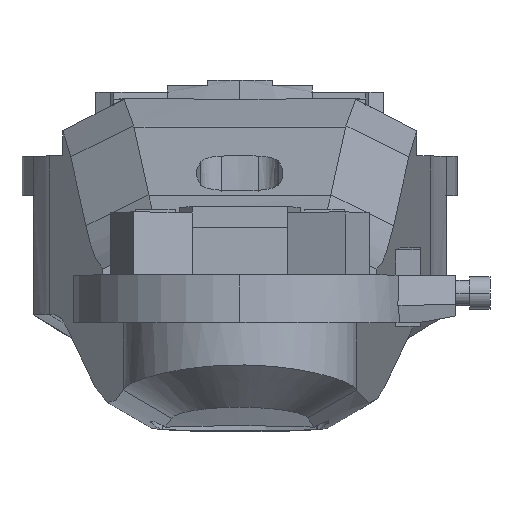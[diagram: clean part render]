
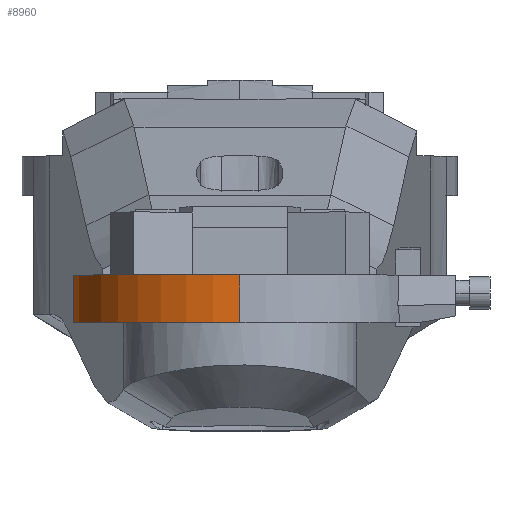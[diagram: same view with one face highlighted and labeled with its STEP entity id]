
A CAD part, top view. The second image highlights one B-rep face of the part: STEP entity #8960.
In plain terms, the highlighted cylindrical face has radius 131.1 mm (diameter 262.2 mm), a partial arc.
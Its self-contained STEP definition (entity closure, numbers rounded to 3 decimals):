
#370 = CYLINDRICAL_SURFACE ( 'NONE', #9130, 131.1 ) ;
#376 = EDGE_CURVE ( 'NONE', #4447, #7612, #5241, .T. ) ;
#433 = CARTESIAN_POINT ( 'NONE',  ( 0., -258.326, 1355. ) ) ;
#550 = ORIENTED_EDGE ( 'NONE', *, *, #376, .T. ) ;
#906 = EDGE_CURVE ( 'NONE', #3785, #4447, #6430, .T. ) ;
#966 = VERTEX_POINT ( 'NONE', #7941 ) ;
#1036 = CARTESIAN_POINT ( 'NONE',  ( -98.171, -39., 1268.111 ) ) ;
#1215 = CARTESIAN_POINT ( 'NONE',  ( 0., -258.326, 1486.1 ) ) ;
#1722 = DIRECTION ( 'NONE',  ( 0., 1., 0. ) ) ;
#1938 = CARTESIAN_POINT ( 'NONE',  ( 0., -220.826, 1355. ) ) ;
#2999 = DIRECTION ( 'NONE',  ( 0., 0., 1. ) ) ;
#3196 = FACE_OUTER_BOUND ( 'NONE', #4264, .T. ) ;
#3409 = EDGE_CURVE ( 'NONE', #3785, #966, #4339, .T. ) ;
#3785 = VERTEX_POINT ( 'NONE', #9464 ) ;
#4264 = EDGE_LOOP ( 'NONE', ( #7105, #550, #11518, #12031 ) ) ;
#4339 = LINE ( 'NONE', #1036, #6491 ) ;
#4447 = VERTEX_POINT ( 'NONE', #1215 ) ;
#4541 = AXIS2_PLACEMENT_3D ( 'NONE', #433, #10825, #10666 ) ;
#4594 = VECTOR ( 'NONE', #11781, 1000. ) ;
#4938 = DIRECTION ( 'NONE',  ( 0., 1., 0. ) ) ;
#4946 = CARTESIAN_POINT ( 'NONE',  ( 0., -629.133, 1486.1 ) ) ;
#5241 = LINE ( 'NONE', #4946, #4594 ) ;
#6430 = CIRCLE ( 'NONE', #4541, 131.1 ) ;
#6491 = VECTOR ( 'NONE', #4938, 1000. ) ;
#7017 = CIRCLE ( 'NONE', #11546, 131.1 ) ;
#7105 = ORIENTED_EDGE ( 'NONE', *, *, #906, .T. ) ;
#7612 = VERTEX_POINT ( 'NONE', #10707 ) ;
#7941 = CARTESIAN_POINT ( 'NONE',  ( -98.171, -220.826, 1268.111 ) ) ;
#8790 = EDGE_CURVE ( 'NONE', #966, #7612, #7017, .T. ) ;
#8960 = ADVANCED_FACE ( 'NONE', ( #3196 ), #370, .T. ) ;
#9088 = DIRECTION ( 'NONE',  ( 0., 0., 1. ) ) ;
#9130 = AXIS2_PLACEMENT_3D ( 'NONE', #12974, #1722, #9088 ) ;
#9308 = DIRECTION ( 'NONE',  ( 0., 1., 0. ) ) ;
#9464 = CARTESIAN_POINT ( 'NONE',  ( -98.171, -258.326, 1268.111 ) ) ;
#10666 = DIRECTION ( 'NONE',  ( 0., 0., 1. ) ) ;
#10707 = CARTESIAN_POINT ( 'NONE',  ( 0., -220.826, 1486.1 ) ) ;
#10825 = DIRECTION ( 'NONE',  ( 0., 1., 0. ) ) ;
#11518 = ORIENTED_EDGE ( 'NONE', *, *, #8790, .F. ) ;
#11546 = AXIS2_PLACEMENT_3D ( 'NONE', #1938, #9308, #2999 ) ;
#11781 = DIRECTION ( 'NONE',  ( 0., 1., 0. ) ) ;
#12031 = ORIENTED_EDGE ( 'NONE', *, *, #3409, .F. ) ;
#12974 = CARTESIAN_POINT ( 'NONE',  ( 0., -629.133, 1355. ) ) ;
